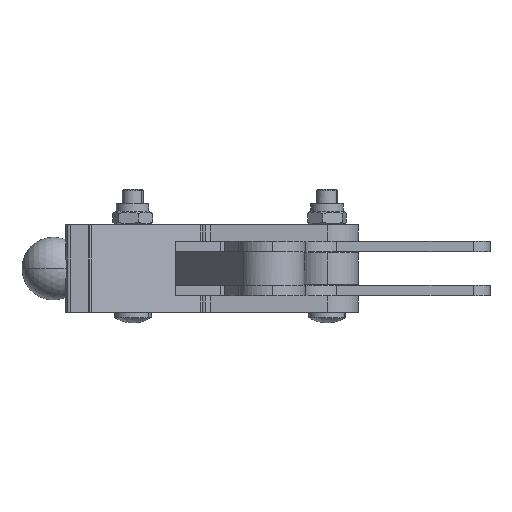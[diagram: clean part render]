
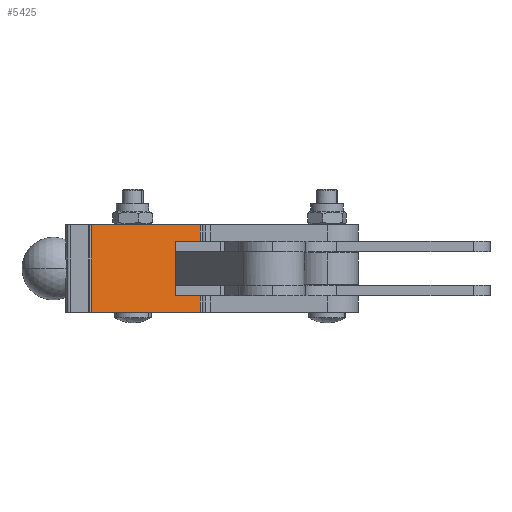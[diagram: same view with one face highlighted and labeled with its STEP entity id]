
A CAD part, left-side view. The second image highlights one B-rep face of the part: STEP entity #5425.
In plain terms, the highlighted planar face has unit normal (-0.926, -0.378, 0).
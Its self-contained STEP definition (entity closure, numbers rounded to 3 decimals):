
#5389=AXIS2_PLACEMENT_3D('Plane Axis2P3D',#5386,#5387,#5388) ;
#4486=CARTESIAN_POINT('Vertex',(-44.185,591.291,63.)) ;
#4489=CARTESIAN_POINT('Line Origine',(-44.185,591.291,55.)) ;
#4493=CARTESIAN_POINT('Vertex',(-44.185,591.291,55.)) ;
#4583=CARTESIAN_POINT('Vertex',(-65.468,643.444,63.)) ;
#4586=CARTESIAN_POINT('Line Origine',(-54.827,617.368,63.)) ;
#5010=CARTESIAN_POINT('Vertex',(-65.468,643.444,21.)) ;
#5013=CARTESIAN_POINT('Line Origine',(-65.468,643.444,21.)) ;
#5364=CARTESIAN_POINT('Vertex',(-44.185,591.291,29.)) ;
#5367=CARTESIAN_POINT('Line Origine',(-44.185,591.291,21.)) ;
#5371=CARTESIAN_POINT('Vertex',(-44.185,591.291,21.)) ;
#5386=CARTESIAN_POINT('Axis2P3D Location',(-48.95,602.966,21.)) ;
#5391=CARTESIAN_POINT('Line Origine',(-54.827,617.368,21.)) ;
#5396=CARTESIAN_POINT('Line Origine',(-46.568,597.128,29.)) ;
#5400=CARTESIAN_POINT('Vertex',(-48.95,602.966,29.)) ;
#5403=CARTESIAN_POINT('Line Origine',(-48.95,602.966,42.)) ;
#5407=CARTESIAN_POINT('Vertex',(-48.95,602.966,55.)) ;
#5410=CARTESIAN_POINT('Line Origine',(-46.568,597.128,55.)) ;
#4490=DIRECTION('Vector Direction',(0.,0.,1.)) ;
#4587=DIRECTION('Vector Direction',(-0.378,0.926,0.)) ;
#5014=DIRECTION('Vector Direction',(0.,0.,1.)) ;
#5368=DIRECTION('Vector Direction',(0.,0.,1.)) ;
#5387=DIRECTION('Axis2P3D Direction',(-0.926,-0.378,0.)) ;
#5388=DIRECTION('Axis2P3D XDirection',(0.,0.,1.)) ;
#5392=DIRECTION('Vector Direction',(0.378,-0.926,0.)) ;
#5397=DIRECTION('Vector Direction',(-0.378,0.926,0.)) ;
#5404=DIRECTION('Vector Direction',(0.,0.,1.)) ;
#5411=DIRECTION('Vector Direction',(0.378,-0.926,0.)) ;
#4491=VECTOR('Line Direction',#4490,1.) ;
#4588=VECTOR('Line Direction',#4587,1.) ;
#5015=VECTOR('Line Direction',#5014,1.) ;
#5369=VECTOR('Line Direction',#5368,1.) ;
#5393=VECTOR('Line Direction',#5392,1.) ;
#5398=VECTOR('Line Direction',#5397,1.) ;
#5405=VECTOR('Line Direction',#5404,1.) ;
#5412=VECTOR('Line Direction',#5411,1.) ;
#5416=ORIENTED_EDGE('',*,*,#5017,.F.) ;
#5417=ORIENTED_EDGE('',*,*,#5395,.T.) ;
#5418=ORIENTED_EDGE('',*,*,#5373,.T.) ;
#5419=ORIENTED_EDGE('',*,*,#5402,.T.) ;
#5420=ORIENTED_EDGE('',*,*,#5409,.T.) ;
#5421=ORIENTED_EDGE('',*,*,#5414,.T.) ;
#5422=ORIENTED_EDGE('',*,*,#4495,.T.) ;
#5423=ORIENTED_EDGE('',*,*,#4590,.T.) ;
#5425=ADVANCED_FACE('MODULSPANNER_TS_V_HD_2500_00_357819',(#5424),#5390,.T.) ;
#4495=EDGE_CURVE('',#4494,#4487,#4492,.T.) ;
#4590=EDGE_CURVE('',#4487,#4584,#4589,.T.) ;
#5017=EDGE_CURVE('',#5011,#4584,#5016,.T.) ;
#5373=EDGE_CURVE('',#5372,#5365,#5370,.T.) ;
#5395=EDGE_CURVE('',#5011,#5372,#5394,.T.) ;
#5402=EDGE_CURVE('',#5365,#5401,#5399,.T.) ;
#5409=EDGE_CURVE('',#5401,#5408,#5406,.T.) ;
#5414=EDGE_CURVE('',#5408,#4494,#5413,.T.) ;
#5415=EDGE_LOOP('',(#5416,#5417,#5418,#5419,#5420,#5421,#5422,#5423)) ;
#5424=FACE_OUTER_BOUND('',#5415,.T.) ;
#4492=LINE('Line',#4489,#4491) ;
#4589=LINE('Line',#4586,#4588) ;
#5016=LINE('Line',#5013,#5015) ;
#5370=LINE('Line',#5367,#5369) ;
#5394=LINE('Line',#5391,#5393) ;
#5399=LINE('Line',#5396,#5398) ;
#5406=LINE('Line',#5403,#5405) ;
#5413=LINE('Line',#5410,#5412) ;
#5390=PLANE('Plane',#5389) ;
#4487=VERTEX_POINT('',#4486) ;
#4494=VERTEX_POINT('',#4493) ;
#4584=VERTEX_POINT('',#4583) ;
#5011=VERTEX_POINT('',#5010) ;
#5365=VERTEX_POINT('',#5364) ;
#5372=VERTEX_POINT('',#5371) ;
#5401=VERTEX_POINT('',#5400) ;
#5408=VERTEX_POINT('',#5407) ;
